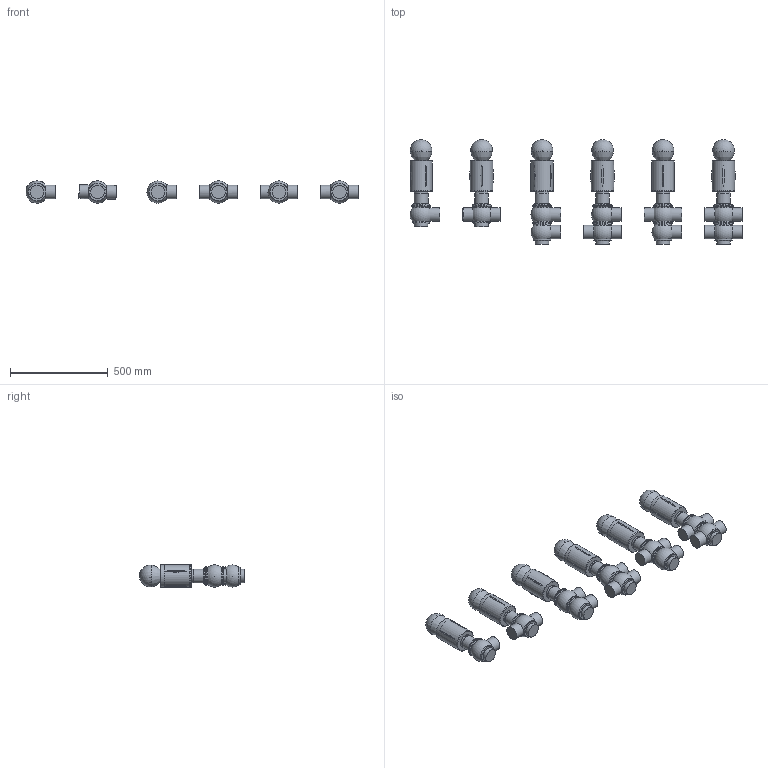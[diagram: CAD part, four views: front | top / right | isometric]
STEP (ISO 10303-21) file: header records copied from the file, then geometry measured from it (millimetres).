
FILE_DESCRIPTION((''),'2;1');
FILE_NAME('BBZP-DN065-SAL.stp','2008-09-24T16:58:12',('malp-m'),(''),'Autodesk Inventor 2008','Autodesk Inventor 2008','');
FILE_SCHEMA(('AUTOMOTIVE_DESIGN { 1 0 10303 214 1 1 1 1 }'));
Length unit declared in the file: millimetre
Products named in the file (8): BBZP-DN065-SAL; J-GIOTTO; CIL108; Assemblaggio-DN065; COR-INF-L-SAL-DN65; COR-INF-T-SAL-DN65; COR-SUP-L-SAL-DN65; COR-SUP-T-SAL-DN65
Assembly tree (28 placements, depth 2):
  BBZP-DN065-SAL
    J-GIOTTO  x6
    CIL108  x6
    Assemblaggio-DN065  x6
    COR-INF-L-SAL-DN65  x3
    COR-INF-T-SAL-DN65  x3
    COR-SUP-L-SAL-DN65  x2
    COR-SUP-T-SAL-DN65  x2
Bounding box: 1701.81 x 537.84 x 119.56 mm (x, y, z)
Volume: 33715712.1 mm3; surface area: 1911759 mm2
Topology: 34 solids, 34 shells, 335 faces, 752 edges, 498 vertices
Faces by surface type: cylinder 91, plane 83, cone 80, torus 48, sphere 21, bspline 12
Full cylindrical faces by diameter (mm): 69 x6, 70 x21, 71 x6, 90 x26, 98 x20, 108.5 x6, 114 x6
Entity records: 2777 total; most frequent: CARTESIAN_POINT 818, DIRECTION 404, ORIENTED_EDGE 252, AXIS2_PLACEMENT_3D 202, EDGE_LOOP 136, EDGE_CURVE 126, VERTEX_POINT 106, FACE_OUTER_BOUND 86
